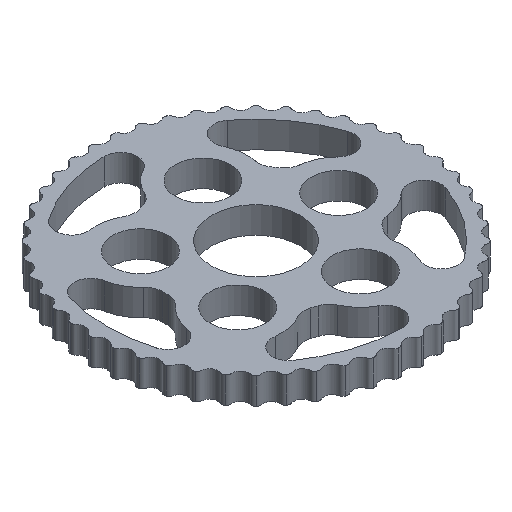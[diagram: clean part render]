
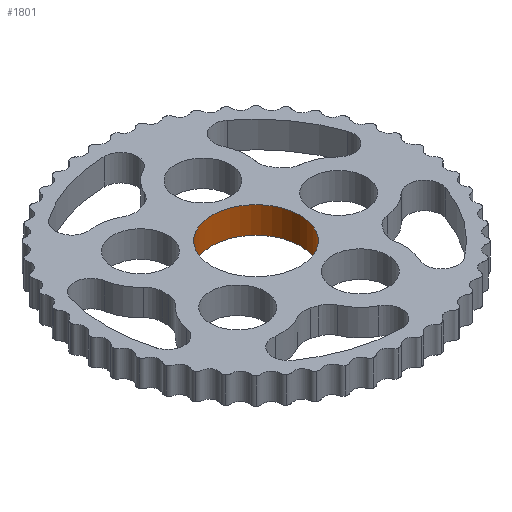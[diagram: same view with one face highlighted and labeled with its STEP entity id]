
A CAD part, isometric view. The second image highlights one B-rep face of the part: STEP entity #1801.
In plain terms, the highlighted cylindrical face has radius 8 mm (diameter 16 mm), a full revolution.
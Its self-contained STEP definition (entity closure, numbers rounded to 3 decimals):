
#106=LINE('',#4332,#200);
#200=VECTOR('',#2322,8.);
#294=CYLINDRICAL_SURFACE('',#2000,8.);
#362=CIRCLE('',#1911,8.);
#408=CIRCLE('',#2001,8.);
#455=FACE_OUTER_BOUND('',#562,.T.);
#562=EDGE_LOOP('',(#1457,#1458,#1459,#1460));
#812=VERTEX_POINT('',#4151);
#858=VERTEX_POINT('',#4330);
#1000=EDGE_CURVE('',#812,#812,#362,.T.);
#1089=EDGE_CURVE('',#858,#858,#408,.T.);
#1090=EDGE_CURVE('',#858,#812,#106,.T.);
#1457=ORIENTED_EDGE('',*,*,#1089,.F.);
#1458=ORIENTED_EDGE('',*,*,#1090,.T.);
#1459=ORIENTED_EDGE('',*,*,#1000,.T.);
#1460=ORIENTED_EDGE('',*,*,#1090,.F.);
#1801=ADVANCED_FACE('',(#455),#294,.F.);
#1911=AXIS2_PLACEMENT_3D('',#4152,#2097,#2098);
#2000=AXIS2_PLACEMENT_3D('',#4329,#2318,#2319);
#2001=AXIS2_PLACEMENT_3D('',#4331,#2320,#2321);
#2097=DIRECTION('center_axis',(0.,0.,-1.));
#2098=DIRECTION('ref_axis',(-1.,0.,0.));
#2318=DIRECTION('center_axis',(0.,0.,-1.));
#2319=DIRECTION('ref_axis',(-1.,0.,0.));
#2320=DIRECTION('center_axis',(0.,0.,-1.));
#2321=DIRECTION('ref_axis',(-1.,0.,0.));
#2322=DIRECTION('',(0.,0.,-1.));
#4151=CARTESIAN_POINT('',(8.,0.,-2.4));
#4152=CARTESIAN_POINT('Origin',(0.,0.,-2.4));
#4329=CARTESIAN_POINT('Origin',(0.,0.,2.4));
#4330=CARTESIAN_POINT('',(8.,0.,2.4));
#4331=CARTESIAN_POINT('Origin',(0.,0.,2.4));
#4332=CARTESIAN_POINT('',(8.,0.,2.4));
